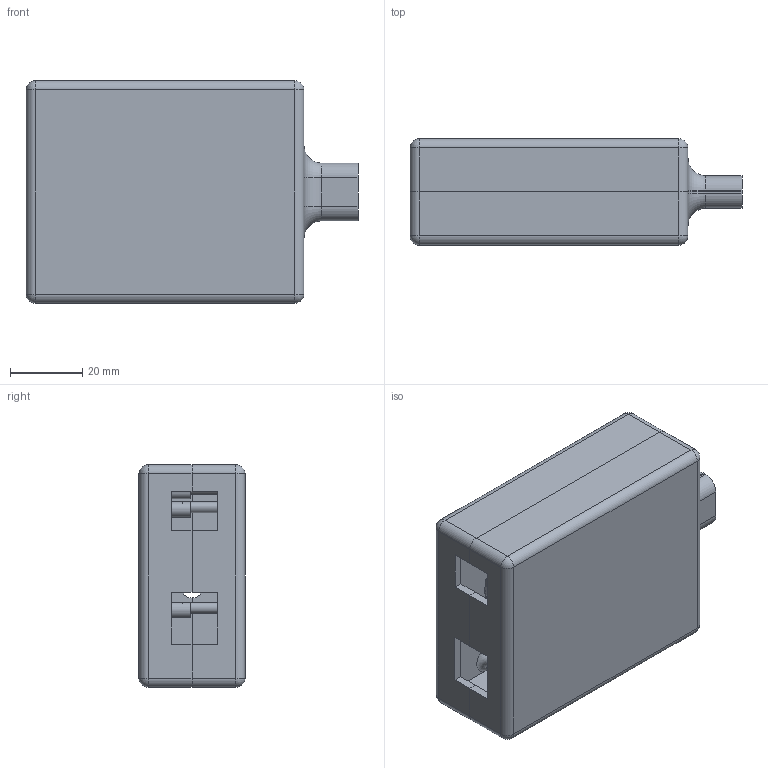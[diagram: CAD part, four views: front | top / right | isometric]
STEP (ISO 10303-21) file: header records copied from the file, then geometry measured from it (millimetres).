
FILE_DESCRIPTION(/* description */ (''),/* implementation_level */ '2;1');
FILE_NAME(/* name */ 'Bottom.step',/* time_stamp */ '2021-03-29T10:35:32+01:00',/* author */ (''),/* organization */ (''),/* preprocessor_version */ 'ST-DEVELOPER v18.1',/* originating_system */ 'Autodesk Translation Framework v9.10.0.1330',/* authorisation */ '');
FILE_SCHEMA (('AUTOMOTIVE_DESIGN { 1 0 10303 214 3 1 1 }'));
Length unit declared in the file: millimetre
Products named in the file (1): Bottom
Bounding box: 92.07 x 29.4 x 61.67 mm (x, y, z)
Volume: 35380.3 mm3; surface area: 35273.6 mm2
Topology: 2 solids, 2 shells, 194 faces, 493 edges, 318 vertices
Faces by surface type: cylinder 102, plane 68, torus 12, sphere 8, bspline 4
Full cylindrical faces by diameter (mm): 3 x4, 3.2 x8, 4.2 x4
Entity records: 6107 total; most frequent: CARTESIAN_POINT 1120, DIRECTION 1117, ORIENTED_EDGE 986, EDGE_CURVE 493, AXIS2_PLACEMENT_3D 435, VERTEX_POINT 318, LINE 247, VECTOR 247
